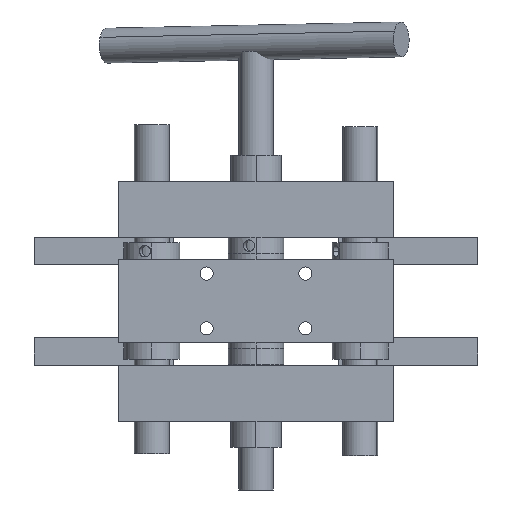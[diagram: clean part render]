
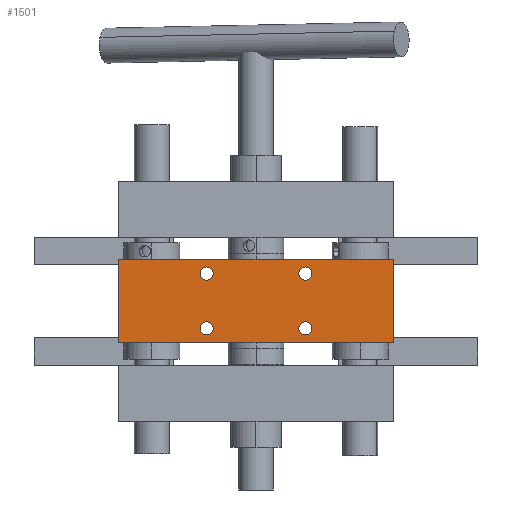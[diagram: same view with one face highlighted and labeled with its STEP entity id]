
A CAD part, front view. The second image highlights one B-rep face of the part: STEP entity #1501.
In plain terms, the highlighted planar face has unit normal (0, -1, 0).
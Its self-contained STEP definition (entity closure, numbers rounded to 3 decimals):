
#165 = FACE_BOUND ( 'NONE', #4701, .T. ) ;
#167 = FACE_BOUND ( 'NONE', #4592, .T. ) ;
#169 = FACE_BOUND ( 'NONE', #4790, .T. ) ;
#171 = FACE_BOUND ( 'NONE', #4753, .T. ) ;
#185 = FACE_OUTER_BOUND ( 'NONE', #4709, .T. ) ;
#211 = VECTOR ( 'NONE', #2733, 1000. ) ;
#232 = LINE ( 'NONE', #2732, #211 ) ;
#235 = LINE ( 'NONE', #2746, #243 ) ;
#243 = VECTOR ( 'NONE', #2752, 1000. ) ;
#278 = VECTOR ( 'NONE', #2724, 1000. ) ;
#283 = LINE ( 'NONE', #2723, #278 ) ;
#430 = VECTOR ( 'NONE', #3707, 1000. ) ;
#449 = LINE ( 'NONE', #3700, #430 ) ;
#471 = CIRCLE ( 'NONE', #4980, 6. ) ;
#473 = CIRCLE ( 'NONE', #4889, 6. ) ;
#475 = CIRCLE ( 'NONE', #5020, 6. ) ;
#477 = CIRCLE ( 'NONE', #4968, 6. ) ;
#488 = CIRCLE ( 'NONE', #5018, 6. ) ;
#497 = CIRCLE ( 'NONE', #4879, 6. ) ;
#515 = CIRCLE ( 'NONE', #5017, 6. ) ;
#529 = CIRCLE ( 'NONE', #4973, 6. ) ;
#1141 = VERTEX_POINT ( 'NONE', #1307 ) ;
#1142 = VERTEX_POINT ( 'NONE', #1308 ) ;
#1145 = VERTEX_POINT ( 'NONE', #1311 ) ;
#1146 = VERTEX_POINT ( 'NONE', #1312 ) ;
#1149 = VERTEX_POINT ( 'NONE', #1315 ) ;
#1150 = VERTEX_POINT ( 'NONE', #1316 ) ;
#1153 = VERTEX_POINT ( 'NONE', #1319 ) ;
#1154 = VERTEX_POINT ( 'NONE', #1320 ) ;
#1157 = VERTEX_POINT ( 'NONE', #1323 ) ;
#1158 = VERTEX_POINT ( 'NONE', #1324 ) ;
#1161 = VERTEX_POINT ( 'NONE', #1327 ) ;
#1163 = VERTEX_POINT ( 'NONE', #1329 ) ;
#1307 = CARTESIAN_POINT ( 'NONE',  ( 80., 0., -69. ) ) ;
#1308 = CARTESIAN_POINT ( 'NONE',  ( 80., 0., -57. ) ) ;
#1311 = CARTESIAN_POINT ( 'NONE',  ( 80., 0., -19. ) ) ;
#1312 = CARTESIAN_POINT ( 'NONE',  ( 80., 0., -7. ) ) ;
#1315 = CARTESIAN_POINT ( 'NONE',  ( 170., 0., -19. ) ) ;
#1316 = CARTESIAN_POINT ( 'NONE',  ( 170., 0., -7. ) ) ;
#1319 = CARTESIAN_POINT ( 'NONE',  ( 170., 0., -69. ) ) ;
#1320 = CARTESIAN_POINT ( 'NONE',  ( 170., 0., -57. ) ) ;
#1323 = CARTESIAN_POINT ( 'NONE',  ( 0., 0., -76.2 ) ) ;
#1324 = CARTESIAN_POINT ( 'NONE',  ( 0., 0., 0. ) ) ;
#1327 = CARTESIAN_POINT ( 'NONE',  ( 250., 0., 0. ) ) ;
#1329 = CARTESIAN_POINT ( 'NONE',  ( 250., 0., -76.2 ) ) ;
#1501 = ADVANCED_FACE ( 'NONE', ( #169, #171, #167, #165, #185 ), #2358, .T. ) ;
#1555 = ORIENTED_EDGE ( 'NONE', *, *, #4359, .F. ) ;
#1556 = ORIENTED_EDGE ( 'NONE', *, *, #4423, .T. ) ;
#1569 = ORIENTED_EDGE ( 'NONE', *, *, #4420, .T. ) ;
#1575 = ORIENTED_EDGE ( 'NONE', *, *, #4346, .F. ) ;
#1576 = ORIENTED_EDGE ( 'NONE', *, *, #4350, .F. ) ;
#1627 = ORIENTED_EDGE ( 'NONE', *, *, #4422, .T. ) ;
#1631 = ORIENTED_EDGE ( 'NONE', *, *, #4460, .T. ) ;
#1744 = ORIENTED_EDGE ( 'NONE', *, *, #4402, .F. ) ;
#1764 = ORIENTED_EDGE ( 'NONE', *, *, #4434, .T. ) ;
#1768 = ORIENTED_EDGE ( 'NONE', *, *, #4448, .T. ) ;
#1775 = ORIENTED_EDGE ( 'NONE', *, *, #4440, .T. ) ;
#1793 = ORIENTED_EDGE ( 'NONE', *, *, #4425, .T. ) ;
#2105 = AXIS2_PLACEMENT_3D ( 'NONE', #2369, #2371, #2372 ) ;
#2358 = PLANE ( 'NONE',  #2105 ) ;
#2369 = CARTESIAN_POINT ( 'NONE',  ( 0., 0., -76.2 ) ) ;
#2371 = DIRECTION ( 'NONE',  ( 0., -1., 0. ) ) ;
#2372 = DIRECTION ( 'NONE',  ( 0., 0., -1. ) ) ;
#2723 = CARTESIAN_POINT ( 'NONE',  ( 250., 0., 0. ) ) ;
#2724 = DIRECTION ( 'NONE',  ( 0., 0., -1. ) ) ;
#2732 = CARTESIAN_POINT ( 'NONE',  ( 0., 0., -76.2 ) ) ;
#2733 = DIRECTION ( 'NONE',  ( -1., 0., 0. ) ) ;
#2746 = CARTESIAN_POINT ( 'NONE',  ( 0., 0., 0. ) ) ;
#2752 = DIRECTION ( 'NONE',  ( 0., 0., 1. ) ) ;
#3700 = CARTESIAN_POINT ( 'NONE',  ( 0., 0., 0. ) ) ;
#3707 = DIRECTION ( 'NONE',  ( 1., 0., 0. ) ) ;
#3760 = CARTESIAN_POINT ( 'NONE',  ( 80., 0., -63. ) ) ;
#3761 = DIRECTION ( 'NONE',  ( 0., 1., 0. ) ) ;
#3762 = DIRECTION ( 'NONE',  ( 0., 0., 1. ) ) ;
#3765 = CARTESIAN_POINT ( 'NONE',  ( 170., 0., -13. ) ) ;
#3766 = DIRECTION ( 'NONE',  ( 0., 1., 0. ) ) ;
#3767 = DIRECTION ( 'NONE',  ( 0., 0., 1. ) ) ;
#3768 = CARTESIAN_POINT ( 'NONE',  ( 170., 0., -63. ) ) ;
#3769 = DIRECTION ( 'NONE',  ( 0., 1., 0. ) ) ;
#3770 = DIRECTION ( 'NONE',  ( 0., 0., 1. ) ) ;
#3773 = CARTESIAN_POINT ( 'NONE',  ( 170., 0., -63. ) ) ;
#3774 = DIRECTION ( 'NONE',  ( 0., 1., 0. ) ) ;
#3775 = DIRECTION ( 'NONE',  ( 0., 0., 1. ) ) ;
#3797 = CARTESIAN_POINT ( 'NONE',  ( 170., 0., -13. ) ) ;
#3798 = DIRECTION ( 'NONE',  ( 0., 1., 0. ) ) ;
#3799 = DIRECTION ( 'NONE',  ( 0., 0., 1. ) ) ;
#3806 = CARTESIAN_POINT ( 'NONE',  ( 80., 0., -13. ) ) ;
#3812 = DIRECTION ( 'NONE',  ( 0., 1., 0. ) ) ;
#3813 = DIRECTION ( 'NONE',  ( 0., 0., 1. ) ) ;
#3826 = CARTESIAN_POINT ( 'NONE',  ( 80., 0., -13. ) ) ;
#3831 = DIRECTION ( 'NONE',  ( 0., 1., 0. ) ) ;
#3832 = DIRECTION ( 'NONE',  ( 0., 0., 1. ) ) ;
#3855 = CARTESIAN_POINT ( 'NONE',  ( 80., 0., -63. ) ) ;
#3863 = DIRECTION ( 'NONE',  ( 0., 1., 0. ) ) ;
#3864 = DIRECTION ( 'NONE',  ( 0., 0., 1. ) ) ;
#4346 = EDGE_CURVE ( 'NONE', #1161, #1163, #283, .T. ) ;
#4350 = EDGE_CURVE ( 'NONE', #1163, #1157, #232, .T. ) ;
#4359 = EDGE_CURVE ( 'NONE', #1157, #1158, #235, .T. ) ;
#4402 = EDGE_CURVE ( 'NONE', #1158, #1161, #449, .T. ) ;
#4420 = EDGE_CURVE ( 'NONE', #1142, #1141, #471, .T. ) ;
#4422 = EDGE_CURVE ( 'NONE', #1150, #1149, #473, .T. ) ;
#4423 = EDGE_CURVE ( 'NONE', #1153, #1154, #475, .T. ) ;
#4425 = EDGE_CURVE ( 'NONE', #1154, #1153, #477, .T. ) ;
#4434 = EDGE_CURVE ( 'NONE', #1149, #1150, #488, .T. ) ;
#4440 = EDGE_CURVE ( 'NONE', #1146, #1145, #497, .T. ) ;
#4448 = EDGE_CURVE ( 'NONE', #1145, #1146, #515, .T. ) ;
#4460 = EDGE_CURVE ( 'NONE', #1141, #1142, #529, .T. ) ;
#4592 = EDGE_LOOP ( 'NONE', ( #1775, #1768 ) ) ;
#4701 = EDGE_LOOP ( 'NONE', ( #1793, #1556 ) ) ;
#4709 = EDGE_LOOP ( 'NONE', ( #1555, #1576, #1575, #1744 ) ) ;
#4753 = EDGE_LOOP ( 'NONE', ( #1627, #1764 ) ) ;
#4790 = EDGE_LOOP ( 'NONE', ( #1569, #1631 ) ) ;
#4879 = AXIS2_PLACEMENT_3D ( 'NONE', #3806, #3812, #3813 ) ;
#4889 = AXIS2_PLACEMENT_3D ( 'NONE', #3765, #3766, #3767 ) ;
#4968 = AXIS2_PLACEMENT_3D ( 'NONE', #3773, #3774, #3775 ) ;
#4973 = AXIS2_PLACEMENT_3D ( 'NONE', #3855, #3863, #3864 ) ;
#4980 = AXIS2_PLACEMENT_3D ( 'NONE', #3760, #3761, #3762 ) ;
#5017 = AXIS2_PLACEMENT_3D ( 'NONE', #3826, #3831, #3832 ) ;
#5018 = AXIS2_PLACEMENT_3D ( 'NONE', #3797, #3798, #3799 ) ;
#5020 = AXIS2_PLACEMENT_3D ( 'NONE', #3768, #3769, #3770 ) ;
